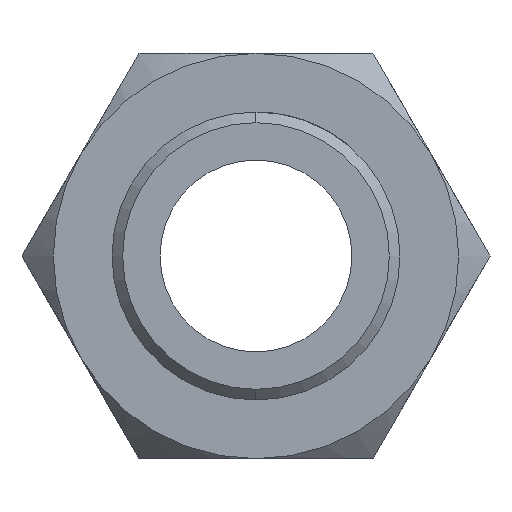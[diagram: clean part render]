
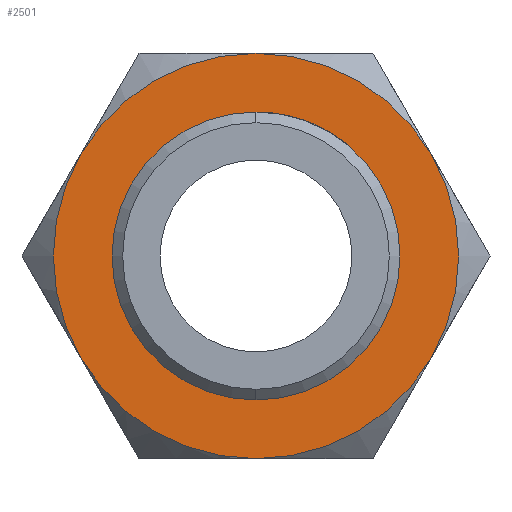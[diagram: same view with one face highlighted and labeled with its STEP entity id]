
A CAD part, left-side view. The second image highlights one B-rep face of the part: STEP entity #2501.
In plain terms, the highlighted planar face has unit normal (-1, 0, 0).
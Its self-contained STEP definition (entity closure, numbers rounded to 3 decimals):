
#18 = CARTESIAN_POINT ( 'NONE',  ( 23., 0., 0. ) ) ;
#28 = DIRECTION ( 'NONE',  ( 0., 0., 1. ) ) ;
#81 = EDGE_CURVE ( 'NONE', #3151, #7243, #8921, .T. ) ;
#154 = EDGE_LOOP ( 'NONE', ( #7376, #3780, #8053, #2016, #9093, #4696 ) ) ;
#344 = CARTESIAN_POINT ( 'NONE',  ( 23., 0., 0. ) ) ;
#468 = CARTESIAN_POINT ( 'NONE',  ( 23., 8.227, 4.75 ) ) ;
#624 = DIRECTION ( 'NONE',  ( 0., 0., -1. ) ) ;
#633 = DIRECTION ( 'NONE',  ( 1., 0., 0. ) ) ;
#662 = DIRECTION ( 'NONE',  ( 0., 0., -1. ) ) ;
#738 = AXIS2_PLACEMENT_3D ( 'NONE', #3594, #6842, #9297 ) ;
#748 = CIRCLE ( 'NONE', #9273, 9.5 ) ;
#862 = CARTESIAN_POINT ( 'NONE',  ( 23., 0., 9.5 ) ) ;
#993 = CARTESIAN_POINT ( 'NONE',  ( 23., 0., -9.5 ) ) ;
#1328 = DIRECTION ( 'NONE',  ( 1., 0., 0. ) ) ;
#1425 = FACE_BOUND ( 'NONE', #3786, .T. ) ;
#1482 = DIRECTION ( 'NONE',  ( 1., 0., 0. ) ) ;
#1612 = CIRCLE ( 'NONE', #7581, 9.5 ) ;
#1772 = AXIS2_PLACEMENT_3D ( 'NONE', #7755, #7856, #5347 ) ;
#1790 = AXIS2_PLACEMENT_3D ( 'NONE', #344, #5255, #9310 ) ;
#1866 = EDGE_CURVE ( 'NONE', #3151, #2293, #748, .T. ) ;
#1963 = AXIS2_PLACEMENT_3D ( 'NONE', #5547, #1328, #4692 ) ;
#2016 = ORIENTED_EDGE ( 'NONE', *, *, #1866, .F. ) ;
#2043 = EDGE_CURVE ( 'NONE', #6414, #3290, #6378, .T. ) ;
#2063 = CARTESIAN_POINT ( 'NONE',  ( 23., -8.227, 4.75 ) ) ;
#2293 = VERTEX_POINT ( 'NONE', #2063 ) ;
#2322 = ORIENTED_EDGE ( 'NONE', *, *, #6492, .F. ) ;
#2501 = ADVANCED_FACE ( 'NONE', ( #1425, #3029 ), #9585, .F. ) ;
#2636 = CIRCLE ( 'NONE', #1790, 6.75 ) ;
#2748 = VERTEX_POINT ( 'NONE', #4563 ) ;
#3029 = FACE_OUTER_BOUND ( 'NONE', #154, .T. ) ;
#3151 = VERTEX_POINT ( 'NONE', #862 ) ;
#3290 = VERTEX_POINT ( 'NONE', #9175 ) ;
#3529 = CARTESIAN_POINT ( 'NONE',  ( 23., 0., 6.75 ) ) ;
#3594 = CARTESIAN_POINT ( 'NONE',  ( 23., 0., 0. ) ) ;
#3780 = ORIENTED_EDGE ( 'NONE', *, *, #7213, .F. ) ;
#3786 = EDGE_LOOP ( 'NONE', ( #10502, #2322 ) ) ;
#4197 = DIRECTION ( 'NONE',  ( -1., 0., 0. ) ) ;
#4242 = DIRECTION ( 'NONE',  ( 0., 0., -1. ) ) ;
#4547 = CARTESIAN_POINT ( 'NONE',  ( 23., 0., -6.75 ) ) ;
#4563 = CARTESIAN_POINT ( 'NONE',  ( 23., -8.227, -4.75 ) ) ;
#4692 = DIRECTION ( 'NONE',  ( 0., 0., -1. ) ) ;
#4694 = AXIS2_PLACEMENT_3D ( 'NONE', #7546, #7600, #4242 ) ;
#4696 = ORIENTED_EDGE ( 'NONE', *, *, #9534, .F. ) ;
#5255 = DIRECTION ( 'NONE',  ( -1., 0., 0. ) ) ;
#5347 = DIRECTION ( 'NONE',  ( 0., 0., -1. ) ) ;
#5547 = CARTESIAN_POINT ( 'NONE',  ( 23., 0., 0. ) ) ;
#5577 = DIRECTION ( 'NONE',  ( 1., 0., 0. ) ) ;
#6126 = CARTESIAN_POINT ( 'NONE',  ( 23., 0., 0. ) ) ;
#6374 = EDGE_CURVE ( 'NONE', #7118, #7531, #8947, .T. ) ;
#6378 = CIRCLE ( 'NONE', #1772, 9.5 ) ;
#6414 = VERTEX_POINT ( 'NONE', #993 ) ;
#6492 = EDGE_CURVE ( 'NONE', #7531, #7118, #2636, .T. ) ;
#6842 = DIRECTION ( 'NONE',  ( -1., 0., 0. ) ) ;
#6884 = AXIS2_PLACEMENT_3D ( 'NONE', #7938, #1482, #624 ) ;
#7118 = VERTEX_POINT ( 'NONE', #3529 ) ;
#7213 = EDGE_CURVE ( 'NONE', #2748, #6414, #1612, .T. ) ;
#7243 = VERTEX_POINT ( 'NONE', #468 ) ;
#7376 = ORIENTED_EDGE ( 'NONE', *, *, #2043, .F. ) ;
#7395 = CARTESIAN_POINT ( 'NONE',  ( 23., 0., 0. ) ) ;
#7531 = VERTEX_POINT ( 'NONE', #4547 ) ;
#7546 = CARTESIAN_POINT ( 'NONE',  ( 23., 0., 0. ) ) ;
#7581 = AXIS2_PLACEMENT_3D ( 'NONE', #6126, #633, #9383 ) ;
#7600 = DIRECTION ( 'NONE',  ( 1., 0., 0. ) ) ;
#7755 = CARTESIAN_POINT ( 'NONE',  ( 23., 0., 0. ) ) ;
#7856 = DIRECTION ( 'NONE',  ( 1., 0., 0. ) ) ;
#7938 = CARTESIAN_POINT ( 'NONE',  ( 23., 0., 0. ) ) ;
#8053 = ORIENTED_EDGE ( 'NONE', *, *, #8195, .F. ) ;
#8195 = EDGE_CURVE ( 'NONE', #2293, #2748, #9968, .T. ) ;
#8778 = AXIS2_PLACEMENT_3D ( 'NONE', #7395, #4197, #28 ) ;
#8921 = CIRCLE ( 'NONE', #738, 9.5 ) ;
#8947 = CIRCLE ( 'NONE', #8778, 6.75 ) ;
#9093 = ORIENTED_EDGE ( 'NONE', *, *, #81, .T. ) ;
#9175 = CARTESIAN_POINT ( 'NONE',  ( 23., 8.227, -4.75 ) ) ;
#9273 = AXIS2_PLACEMENT_3D ( 'NONE', #18, #5577, #662 ) ;
#9293 = CIRCLE ( 'NONE', #4694, 9.5 ) ;
#9297 = DIRECTION ( 'NONE',  ( 0., 0., 1. ) ) ;
#9310 = DIRECTION ( 'NONE',  ( 0., 0., 1. ) ) ;
#9383 = DIRECTION ( 'NONE',  ( 0., 0., -1. ) ) ;
#9534 = EDGE_CURVE ( 'NONE', #3290, #7243, #9293, .T. ) ;
#9585 = PLANE ( 'NONE',  #6884 ) ;
#9968 = CIRCLE ( 'NONE', #1963, 9.5 ) ;
#10502 = ORIENTED_EDGE ( 'NONE', *, *, #6374, .F. ) ;
